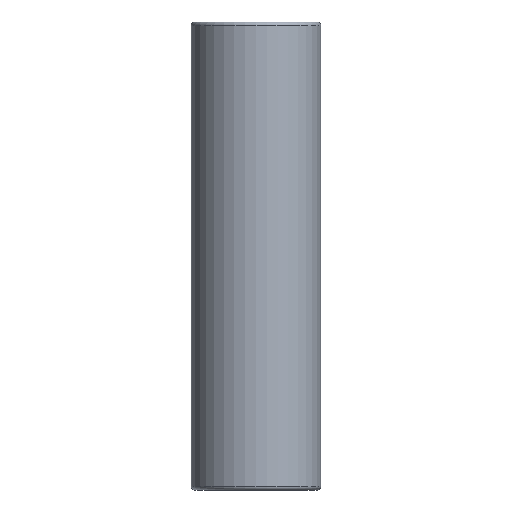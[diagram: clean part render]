
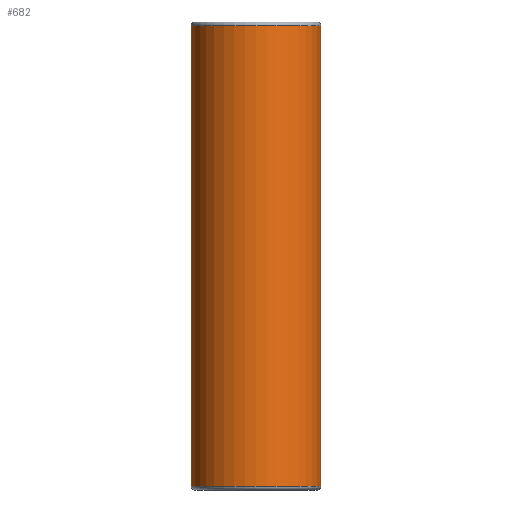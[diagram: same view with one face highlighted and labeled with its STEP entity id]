
A CAD part, front view. The second image highlights one B-rep face of the part: STEP entity #682.
In plain terms, the highlighted cylindrical face has radius 9 mm (diameter 18 mm), a full revolution.
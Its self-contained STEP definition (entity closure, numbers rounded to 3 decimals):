
#112=LINE('',#938,#137);
#137=VECTOR('',#809,9.);
#162=CYLINDRICAL_SURFACE('',#746,9.);
#168=FACE_OUTER_BOUND('',#212,.T.);
#212=EDGE_LOOP('',(#463,#464,#465,#466));
#259=CIRCLE('',#743,9.);
#262=CIRCLE('',#747,9.);
#285=VERTEX_POINT('',#930);
#287=VERTEX_POINT('',#936);
#354=EDGE_CURVE('',#285,#285,#259,.T.);
#357=EDGE_CURVE('',#287,#287,#262,.T.);
#358=EDGE_CURVE('',#287,#285,#112,.T.);
#463=ORIENTED_EDGE('',*,*,#357,.F.);
#464=ORIENTED_EDGE('',*,*,#358,.T.);
#465=ORIENTED_EDGE('',*,*,#354,.F.);
#466=ORIENTED_EDGE('',*,*,#358,.F.);
#682=ADVANCED_FACE('',(#168),#162,.T.);
#743=AXIS2_PLACEMENT_3D('',#931,#799,#800);
#746=AXIS2_PLACEMENT_3D('',#935,#805,#806);
#747=AXIS2_PLACEMENT_3D('',#937,#807,#808);
#799=DIRECTION('center_axis',(0.,0.,-1.));
#800=DIRECTION('ref_axis',(1.,0.,0.));
#805=DIRECTION('center_axis',(0.,0.,1.));
#806=DIRECTION('ref_axis',(1.,0.,0.));
#807=DIRECTION('center_axis',(0.,0.,1.));
#808=DIRECTION('ref_axis',(1.,0.,0.));
#809=DIRECTION('',(0.,0.,-1.));
#930=CARTESIAN_POINT('',(-9.,0.,0.5));
#931=CARTESIAN_POINT('Origin',(0.,0.,0.5));
#935=CARTESIAN_POINT('Origin',(0.,0.,0.));
#936=CARTESIAN_POINT('',(-9.,0.,64.5));
#937=CARTESIAN_POINT('Origin',(0.,0.,64.5));
#938=CARTESIAN_POINT('',(-9.,0.,0.));
